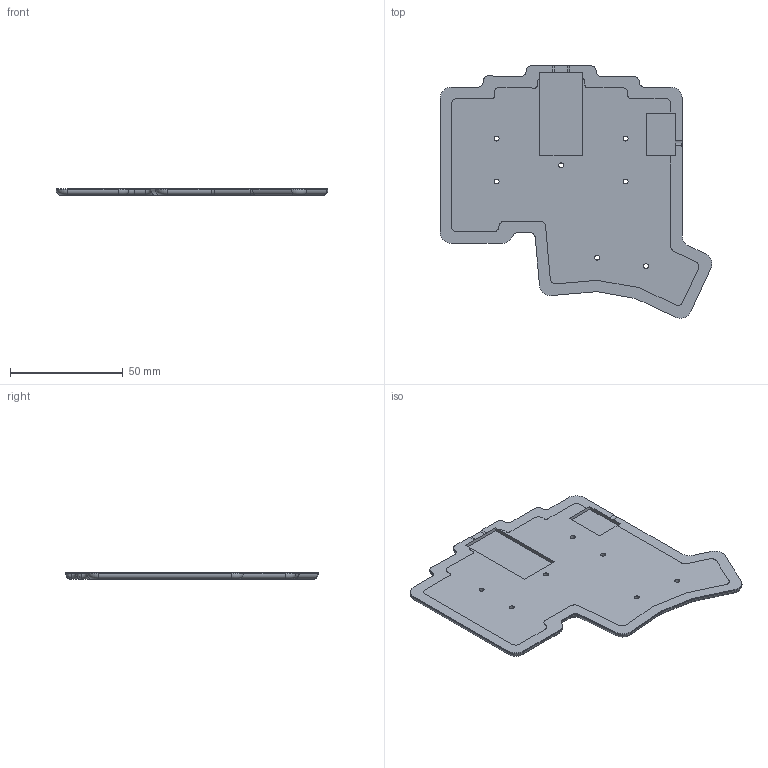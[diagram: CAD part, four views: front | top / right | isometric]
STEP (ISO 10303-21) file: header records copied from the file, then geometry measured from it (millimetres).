
FILE_DESCRIPTION(('HOOPS Exchange Step'),'2;1');
FILE_NAME('temp_export','2023-08-14T16:57:03+05:30',('ankitbhankharia'),('Shapr3D Limited'),'HOOPS Exchange 2023.2','Shapr3D','Authorized');
FILE_SCHEMA( ('AUTOMOTIVE_DESIGN { 1 0 10303 214 1 1 1 1 }') );
Length unit declared in the file: millimetre
Products named in the file (1): root
Bounding box: 120.43 x 111.93 x 3 mm (x, y, z)
Volume: 26786.2 mm3; surface area: 20620.8 mm2
Topology: 1 solids, 1 shells, 125 faces, 358 edges, 238 vertices
Faces by surface type: cylinder 57, plane 41, torus 20, bspline 7
Full cylindrical faces by diameter (mm): 2.2 x7, 4.7 x7
Entity records: 5319 total; most frequent: CARTESIAN_POINT 1906, DIRECTION 737, ORIENTED_EDGE 708, EDGE_CURVE 354, AXIS2_PLACEMENT_3D 285, VERTEX_POINT 238, VECTOR 167, LINE 167
